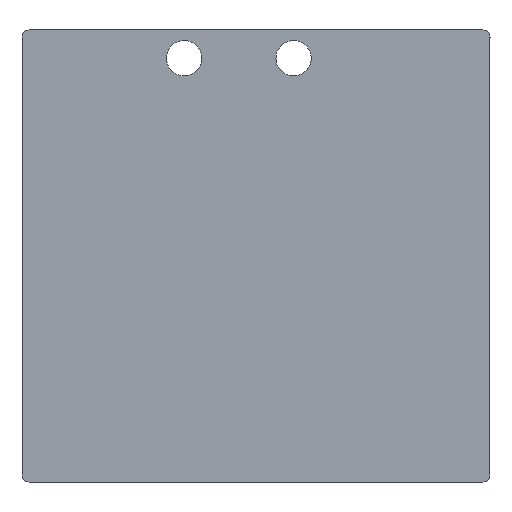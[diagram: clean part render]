
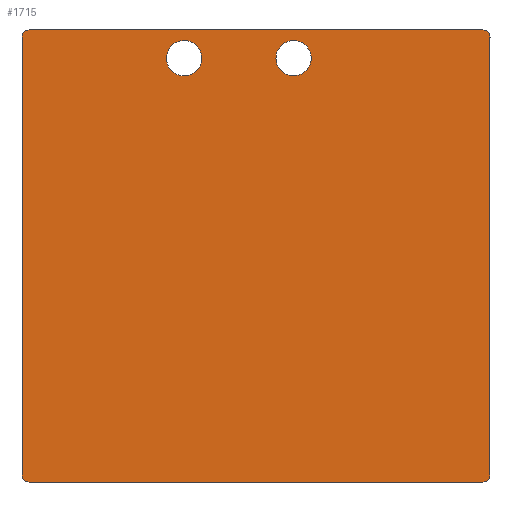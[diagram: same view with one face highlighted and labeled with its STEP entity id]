
A CAD part, front view. The second image highlights one B-rep face of the part: STEP entity #1715.
In plain terms, the highlighted planar face has unit normal (0, -1, 0).
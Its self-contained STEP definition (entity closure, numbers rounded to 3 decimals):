
#30=FACE_BOUND('',#168,.T.);
#31=FACE_BOUND('',#169,.T.);
#88=FACE_OUTER_BOUND('',#167,.T.);
#167=EDGE_LOOP('',(#1493,#1494,#1495,#1496,#1497,#1498,#1499,#1500,#1501));
#168=EDGE_LOOP('',(#1502));
#169=EDGE_LOOP('',(#1503));
#202=CIRCLE('',#1784,2.);
#204=CIRCLE('',#1788,2.);
#209=CIRCLE('',#1806,5.);
#210=CIRCLE('',#1808,5.);
#211=CIRCLE('',#1810,2.);
#212=CIRCLE('',#1811,2.);
#226=LINE('',#2300,#459);
#400=LINE('',#2641,#633);
#405=LINE('',#2652,#638);
#431=LINE('',#2720,#664);
#432=LINE('',#2724,#665);
#459=VECTOR('',#1859,10.);
#633=VECTOR('',#2109,10.);
#638=VECTOR('',#2120,10.);
#664=VECTOR('',#2194,10.);
#665=VECTOR('',#2197,10.);
#692=VERTEX_POINT('',#2297);
#693=VERTEX_POINT('',#2299);
#821=VERTEX_POINT('',#2638);
#822=VERTEX_POINT('',#2640);
#824=VERTEX_POINT('',#2646);
#825=VERTEX_POINT('',#2650);
#841=VERTEX_POINT('',#2713);
#842=VERTEX_POINT('',#2716);
#843=VERTEX_POINT('',#2719);
#844=VERTEX_POINT('',#2721);
#845=VERTEX_POINT('',#2723);
#859=EDGE_CURVE('',#692,#693,#226,.T.);
#1041=EDGE_CURVE('',#821,#822,#400,.T.);
#1045=EDGE_CURVE('',#824,#821,#202,.T.);
#1047=EDGE_CURVE('',#825,#824,#405,.T.);
#1050=EDGE_CURVE('',#693,#825,#204,.T.);
#1079=EDGE_CURVE('',#841,#841,#209,.T.);
#1080=EDGE_CURVE('',#842,#842,#210,.T.);
#1081=EDGE_CURVE('',#843,#692,#431,.T.);
#1082=EDGE_CURVE('',#844,#843,#211,.T.);
#1083=EDGE_CURVE('',#845,#844,#432,.T.);
#1084=EDGE_CURVE('',#822,#845,#212,.T.);
#1493=ORIENTED_EDGE('',*,*,#1041,.F.);
#1494=ORIENTED_EDGE('',*,*,#1045,.F.);
#1495=ORIENTED_EDGE('',*,*,#1047,.F.);
#1496=ORIENTED_EDGE('',*,*,#1050,.F.);
#1497=ORIENTED_EDGE('',*,*,#859,.F.);
#1498=ORIENTED_EDGE('',*,*,#1081,.F.);
#1499=ORIENTED_EDGE('',*,*,#1082,.F.);
#1500=ORIENTED_EDGE('',*,*,#1083,.F.);
#1501=ORIENTED_EDGE('',*,*,#1084,.F.);
#1502=ORIENTED_EDGE('',*,*,#1079,.T.);
#1503=ORIENTED_EDGE('',*,*,#1080,.T.);
#1643=PLANE('',#1809);
#1715=ADVANCED_FACE('',(#88,#30,#31),#1643,.F.);
#1784=AXIS2_PLACEMENT_3D('',#2648,#2115,#2116);
#1788=AXIS2_PLACEMENT_3D('',#2657,#2126,#2127);
#1806=AXIS2_PLACEMENT_3D('',#2714,#2186,#2187);
#1808=AXIS2_PLACEMENT_3D('',#2717,#2190,#2191);
#1809=AXIS2_PLACEMENT_3D('',#2718,#2192,#2193);
#1810=AXIS2_PLACEMENT_3D('',#2722,#2195,#2196);
#1811=AXIS2_PLACEMENT_3D('',#2725,#2198,#2199);
#1859=DIRECTION('',(0.,0.,-1.));
#2109=DIRECTION('',(0.,0.,1.));
#2115=DIRECTION('center_axis',(0.,1.,0.));
#2116=DIRECTION('ref_axis',(-0.707,0.,-0.707));
#2120=DIRECTION('',(-1.,0.,0.));
#2126=DIRECTION('center_axis',(0.,1.,0.));
#2127=DIRECTION('ref_axis',(0.707,0.,-0.707));
#2186=DIRECTION('center_axis',(0.,1.,0.));
#2187=DIRECTION('ref_axis',(0.,0.,1.));
#2190=DIRECTION('center_axis',(0.,1.,0.));
#2191=DIRECTION('ref_axis',(0.,0.,1.));
#2192=DIRECTION('center_axis',(0.,1.,0.));
#2193=DIRECTION('ref_axis',(0.,0.,
-1.));
#2194=DIRECTION('',(-1.,0.,0.));
#2195=DIRECTION('center_axis',(0.,1.,0.));
#2196=DIRECTION('ref_axis',(0.707,0.,0.707));
#2197=DIRECTION('',(1.,0.,0.));
#2198=DIRECTION('center_axis',(0.,1.,0.));
#2199=DIRECTION('ref_axis',(-0.707,0.,0.707));
#2297=CARTESIAN_POINT('',(143.561,-5.5,20.923));
#2299=CARTESIAN_POINT('',(143.561,-5.5,-103.05));
#2300=CARTESIAN_POINT('',(143.561,-5.5,12.944));
#2638=CARTESIAN_POINT('',(11.093,-5.5,-103.05));
#2640=CARTESIAN_POINT('',(11.093,-5.5,20.923));
#2641=CARTESIAN_POINT('',(11.093,-5.5,18.931));
#2646=CARTESIAN_POINT('',(13.093,-5.5,-105.05));
#2648=CARTESIAN_POINT('Origin',(13.093,-5.5,-103.05));
#2650=CARTESIAN_POINT('',(141.561,-5.5,-105.05));
#2652=CARTESIAN_POINT('',(100.694,-5.5,-105.05));
#2657=CARTESIAN_POINT('Origin',(141.561,-5.5,-103.05));
#2713=CARTESIAN_POINT('',(87.964,-5.5,9.915));
#2714=CARTESIAN_POINT('Origin',(87.964,-5.5,14.915));
#2716=CARTESIAN_POINT('',(56.964,-5.5,9.915));
#2717=CARTESIAN_POINT('Origin',(56.964,-5.5,14.915));
#2718=CARTESIAN_POINT('Origin',(70.827,-5.5,15.937));
#2719=CARTESIAN_POINT('',(143.562,-5.5,20.923));
#2720=CARTESIAN_POINT('',(107.194,-5.5,20.923));
#2721=CARTESIAN_POINT('',(141.562,-5.5,22.923));
#2722=CARTESIAN_POINT('Origin',(141.562,-5.5,20.923));
#2723=CARTESIAN_POINT('',(13.093,-5.5,22.923));
#2724=CARTESIAN_POINT('',(40.96,-5.5,22.923));
#2725=CARTESIAN_POINT('Origin',(13.093,-5.5,20.923));
